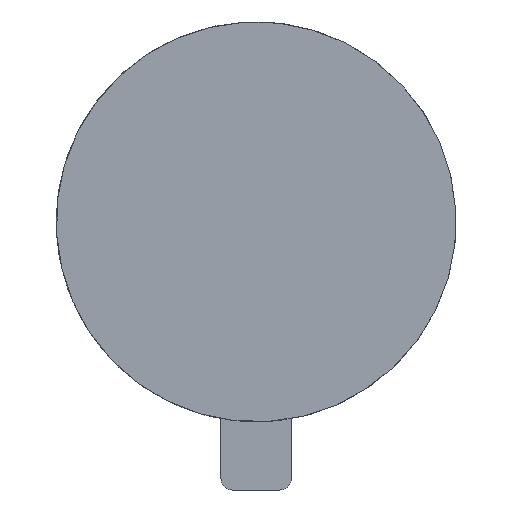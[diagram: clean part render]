
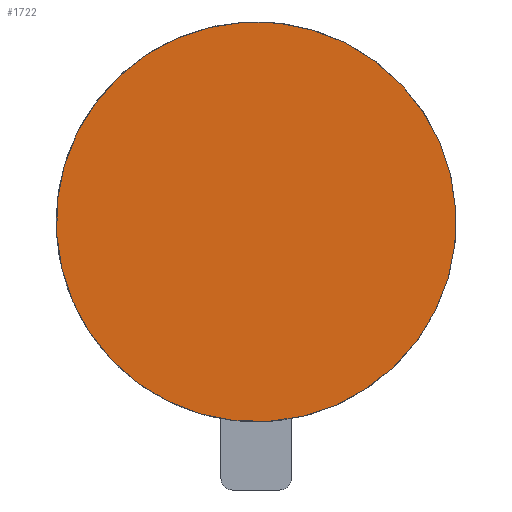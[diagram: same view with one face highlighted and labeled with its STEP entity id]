
A CAD part, front view. The second image highlights one B-rep face of the part: STEP entity #1722.
In plain terms, the highlighted face is planar.
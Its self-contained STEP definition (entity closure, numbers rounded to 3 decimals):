
#364=FACE_OUTER_BOUND('',#473,.T.);
#473=EDGE_LOOP('',(#1178));
#593=CIRCLE('',#1925,85.);
#742=VERTEX_POINT('',#2849);
#913=EDGE_CURVE('',#742,#742,#593,.T.);
#1178=ORIENTED_EDGE('',*,*,#913,.F.);
#1686=PLANE('',#1924);
#1722=ADVANCED_FACE('',(#364),#1686,.F.);
#1924=AXIS2_PLACEMENT_3D('',#2848,#2213,#2214);
#1925=AXIS2_PLACEMENT_3D('',#2850,#2215,#2216);
#2213=DIRECTION('center_axis',(0.,0.,1.));
#2214=DIRECTION('ref_axis',(1.,0.,0.));
#2215=DIRECTION('center_axis',(0.,0.,1.));
#2216=DIRECTION('ref_axis',(-1.,0.,0.));
#2848=CARTESIAN_POINT('Origin',(0.,122.473,33.));
#2849=CARTESIAN_POINT('',(84.832,28.663,33.));
#2850=CARTESIAN_POINT('Origin',(0.,34.,33.));
